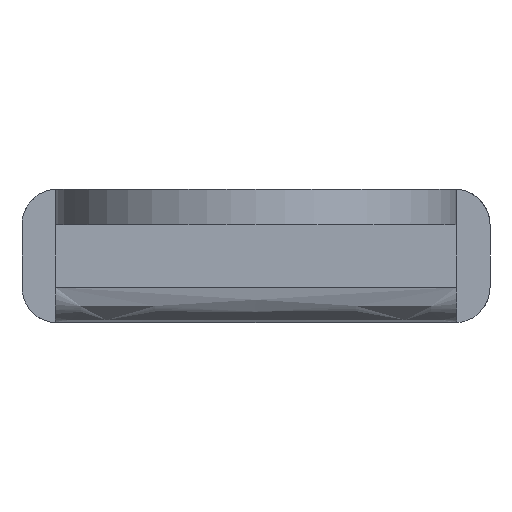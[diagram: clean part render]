
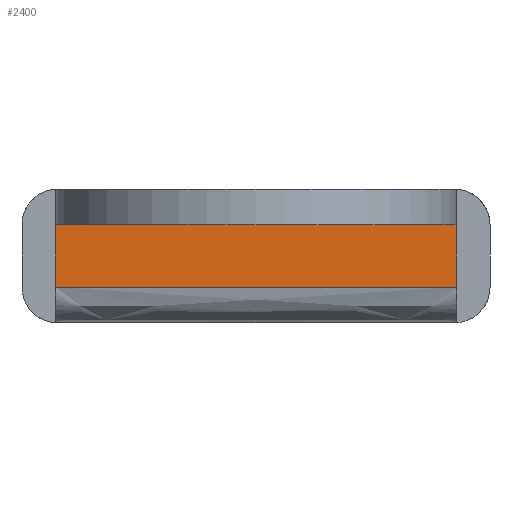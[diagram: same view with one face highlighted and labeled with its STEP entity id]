
A CAD part, left-side view. The second image highlights one B-rep face of the part: STEP entity #2400.
In plain terms, the highlighted free-form (B-spline) face has degree [1, 1] with [2, 2] control points.
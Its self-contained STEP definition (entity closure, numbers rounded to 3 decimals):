
#1410=CARTESIAN_POINT('',(-10.5,9.0,1.6));
#1411=VERTEX_POINT('',#1410);
#1412=CARTESIAN_POINT('',(-10.5,-9.0,1.6));
#1413=VERTEX_POINT('',#1412);
#1414=CARTESIAN_POINT('',(-10.5,9.0,1.6));
#1415=CARTESIAN_POINT('',(-10.5,-9.0,1.6));
#1416=QUASI_UNIFORM_CURVE('',1,(#1414,#1415),.UNSPECIFIED.,.F.,.U.);
#1417=EDGE_CURVE('',#1411,#1413,#1416,.T.);
#2124=CARTESIAN_POINT('',(-10.5,-9.0,4.4));
#2125=VERTEX_POINT('',#2124);
#2126=CARTESIAN_POINT('',(-10.5,9.0,4.4));
#2127=VERTEX_POINT('',#2126);
#2128=CARTESIAN_POINT('',(-10.5,-9.0,4.4));
#2129=CARTESIAN_POINT('',(-10.5,9.0,4.4));
#2130=QUASI_UNIFORM_CURVE('',1,(#2128,#2129),.UNSPECIFIED.,.F.,.U.);
#2131=EDGE_CURVE('',#2125,#2127,#2130,.T.);
#2381=CARTESIAN_POINT('',(-10.5,-9.899,1.46));
#2382=CARTESIAN_POINT('',(-10.5,-9.899,4.54));
#2383=CARTESIAN_POINT('',(-10.5,9.899,1.46));
#2384=CARTESIAN_POINT('',(-10.5,9.899,4.54));
#2385=B_SPLINE_SURFACE_WITH_KNOTS('',1,1,((#2381,#2383),(#2382,#2384)),.UNSPECIFIED.,.F.,.F.,.U.,(2,2),(2,2),(0.0,3.08),(0.0,19.798),.UNSPECIFIED.);
#2386=CARTESIAN_POINT('',(-10.5,9.0,4.4));
#2387=CARTESIAN_POINT('',(-10.5,9.0,1.6));
#2388=QUASI_UNIFORM_CURVE('',1,(#2386,#2387),.UNSPECIFIED.,.F.,.U.);
#2389=EDGE_CURVE('',#2127,#1411,#2388,.T.);
#2390=ORIENTED_EDGE('',*,*,#2389,.T.);
#2391=ORIENTED_EDGE('',*,*,#1417,.T.);
#2392=CARTESIAN_POINT('',(-10.5,-9.0,4.4));
#2393=CARTESIAN_POINT('',(-10.5,-9.0,1.6));
#2394=QUASI_UNIFORM_CURVE('',1,(#2392,#2393),.UNSPECIFIED.,.F.,.U.);
#2395=EDGE_CURVE('',#2125,#1413,#2394,.T.);
#2396=ORIENTED_EDGE('',*,*,#2395,.F.);
#2397=ORIENTED_EDGE('',*,*,#2131,.T.);
#2398=EDGE_LOOP('',(#2390,#2391,#2396,#2397));
#2399=FACE_OUTER_BOUND('',#2398,.T.);
#2400=ADVANCED_FACE('',(#2399),#2385,.T.);
